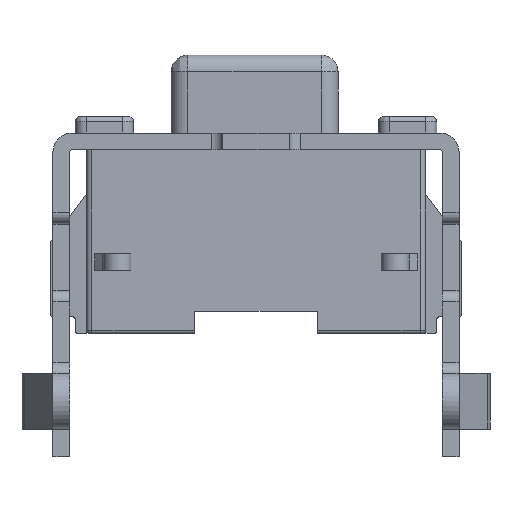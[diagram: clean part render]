
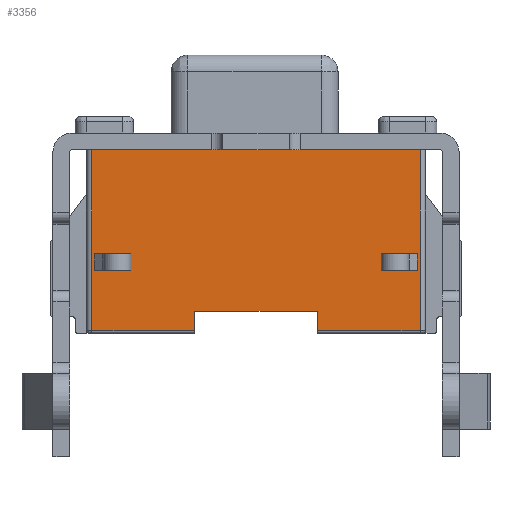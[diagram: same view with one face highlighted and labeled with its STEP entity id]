
A CAD part, front view. The second image highlights one B-rep face of the part: STEP entity #3356.
In plain terms, the highlighted planar face has unit normal (0, -1, 0).
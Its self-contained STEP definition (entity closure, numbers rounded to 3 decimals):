
#23 = CARTESIAN_POINT ( 'NONE',  ( -1.1, -1.75, -3.25 ) ) ;
#156 = ORIENTED_EDGE ( 'NONE', *, *, #11216, .T. ) ;
#204 = VERTEX_POINT ( 'NONE', #23 ) ;
#263 = LINE ( 'NONE', #616, #6939 ) ;
#296 = EDGE_CURVE ( 'NONE', #7695, #3968, #10906, .T. ) ;
#488 = VERTEX_POINT ( 'NONE', #9089 ) ;
#512 = CARTESIAN_POINT ( 'NONE',  ( 1.1, -1.75, -2.9 ) ) ;
#616 = CARTESIAN_POINT ( 'NONE',  ( -1.1, -1.75, -2.9 ) ) ;
#675 = CARTESIAN_POINT ( 'NONE',  ( 0., -1.75, -3.25 ) ) ;
#740 = DIRECTION ( 'NONE',  ( -1., 0., 0. ) ) ;
#747 = LINE ( 'NONE', #11025, #5367 ) ;
#776 = CARTESIAN_POINT ( 'NONE',  ( 0., -1.75, -1.87 ) ) ;
#969 = CARTESIAN_POINT ( 'NONE',  ( -2.9, -1.75, -1.87 ) ) ;
#1060 = ORIENTED_EDGE ( 'NONE', *, *, #7724, .F. ) ;
#1061 = LINE ( 'NONE', #10401, #5686 ) ;
#1331 = EDGE_CURVE ( 'NONE', #204, #5133, #9358, .T. ) ;
#1416 = VECTOR ( 'NONE', #10887, 1000. ) ;
#1419 = PLANE ( 'NONE',  #4203 ) ;
#1436 = CARTESIAN_POINT ( 'NONE',  ( 0., -1.75, -2.9 ) ) ;
#1859 = ORIENTED_EDGE ( 'NONE', *, *, #7770, .F. ) ;
#1956 = EDGE_CURVE ( 'NONE', #6089, #8338, #3050, .T. ) ;
#1964 = ORIENTED_EDGE ( 'NONE', *, *, #9608, .T. ) ;
#2162 = VERTEX_POINT ( 'NONE', #8443 ) ;
#2448 = CARTESIAN_POINT ( 'NONE',  ( -2.25, -1.75, -2.17 ) ) ;
#2478 = CARTESIAN_POINT ( 'NONE',  ( 2.25, -1.75, -2.17 ) ) ;
#2491 = LINE ( 'NONE', #4114, #6827 ) ;
#2498 = EDGE_CURVE ( 'NONE', #5133, #2979, #3481, .T. ) ;
#2534 = VERTEX_POINT ( 'NONE', #6151 ) ;
#2778 = VECTOR ( 'NONE', #10413, 1000. ) ;
#2784 = CARTESIAN_POINT ( 'NONE',  ( 1.1, -1.75, -3.25 ) ) ;
#2800 = CARTESIAN_POINT ( 'NONE',  ( 2.9, -1.75, -1.87 ) ) ;
#2935 = CARTESIAN_POINT ( 'NONE',  ( -2.95, -1.75, -3.25 ) ) ;
#2979 = VERTEX_POINT ( 'NONE', #9787 ) ;
#3026 = ORIENTED_EDGE ( 'NONE', *, *, #9950, .F. ) ;
#3050 = LINE ( 'NONE', #9342, #10481 ) ;
#3070 = ORIENTED_EDGE ( 'NONE', *, *, #296, .F. ) ;
#3093 = ORIENTED_EDGE ( 'NONE', *, *, #8878, .F. ) ;
#3271 = EDGE_LOOP ( 'NONE', ( #6305, #8731, #3589, #3070 ) ) ;
#3356 = ADVANCED_FACE ( 'NONE', ( #8981, #4655, #9264 ), #1419, .F. ) ;
#3481 = LINE ( 'NONE', #10385, #5504 ) ;
#3589 = ORIENTED_EDGE ( 'NONE', *, *, #5965, .F. ) ;
#3775 = ORIENTED_EDGE ( 'NONE', *, *, #1331, .F. ) ;
#3829 = CARTESIAN_POINT ( 'NONE',  ( -2.9, -1.75, 0. ) ) ;
#3833 = CARTESIAN_POINT ( 'NONE',  ( 2.25, -1.75, -2.17 ) ) ;
#3848 = EDGE_LOOP ( 'NONE', ( #1859, #9443, #4338, #3093 ) ) ;
#3958 = EDGE_LOOP ( 'NONE', ( #11250, #3775, #5935, #3026, #156, #1060, #5236, #1964 ) ) ;
#3968 = VERTEX_POINT ( 'NONE', #9424 ) ;
#4061 = EDGE_CURVE ( 'NONE', #10930, #10708, #9690, .T. ) ;
#4114 = CARTESIAN_POINT ( 'NONE',  ( 2.9, -1.75, 0. ) ) ;
#4203 = AXIS2_PLACEMENT_3D ( 'NONE', #4928, #10942, #5773 ) ;
#4295 = DIRECTION ( 'NONE',  ( 1., 0., 0. ) ) ;
#4307 = DIRECTION ( 'NONE',  ( 0., 0., -1. ) ) ;
#4311 = CARTESIAN_POINT ( 'NONE',  ( 2.95, -1.75, 0. ) ) ;
#4328 = VECTOR ( 'NONE', #8542, 1000. ) ;
#4338 = ORIENTED_EDGE ( 'NONE', *, *, #6549, .F. ) ;
#4470 = VECTOR ( 'NONE', #4957, 1000. ) ;
#4655 = FACE_BOUND ( 'NONE', #3271, .T. ) ;
#4760 = EDGE_CURVE ( 'NONE', #204, #488, #263, .T. ) ;
#4928 = CARTESIAN_POINT ( 'NONE',  ( 0., -1.75, 0. ) ) ;
#4949 = DIRECTION ( 'NONE',  ( 0., 0., 1. ) ) ;
#4957 = DIRECTION ( 'NONE',  ( 0., 0., -1. ) ) ;
#4994 = CARTESIAN_POINT ( 'NONE',  ( 0.8, -1.75, 0. ) ) ;
#5031 = LINE ( 'NONE', #7984, #9348 ) ;
#5065 = CARTESIAN_POINT ( 'NONE',  ( 2.95, -1.75, -3.25 ) ) ;
#5133 = VERTEX_POINT ( 'NONE', #2935 ) ;
#5153 = VERTEX_POINT ( 'NONE', #3833 ) ;
#5236 = ORIENTED_EDGE ( 'NONE', *, *, #1956, .F. ) ;
#5367 = VECTOR ( 'NONE', #5829, 1000. ) ;
#5437 = DIRECTION ( 'NONE',  ( 0., 0., -1. ) ) ;
#5504 = VECTOR ( 'NONE', #7823, 1000. ) ;
#5679 = VECTOR ( 'NONE', #5437, 1000. ) ;
#5686 = VECTOR ( 'NONE', #4295, 1000. ) ;
#5695 = EDGE_CURVE ( 'NONE', #2534, #7739, #1061, .T. ) ;
#5773 = DIRECTION ( 'NONE',  ( 0., 0., 1. ) ) ;
#5818 = DIRECTION ( 'NONE',  ( 0., 0., 1. ) ) ;
#5829 = DIRECTION ( 'NONE',  ( 1., 0., 0. ) ) ;
#5935 = ORIENTED_EDGE ( 'NONE', *, *, #4760, .T. ) ;
#5965 = EDGE_CURVE ( 'NONE', #3968, #10930, #10928, .T. ) ;
#6089 = VERTEX_POINT ( 'NONE', #4311 ) ;
#6151 = CARTESIAN_POINT ( 'NONE',  ( 2.25, -1.75, -1.87 ) ) ;
#6172 = VERTEX_POINT ( 'NONE', #2784 ) ;
#6225 = LINE ( 'NONE', #776, #9506 ) ;
#6305 = ORIENTED_EDGE ( 'NONE', *, *, #10973, .F. ) ;
#6549 = EDGE_CURVE ( 'NONE', #2162, #7739, #2491, .T. ) ;
#6705 = DIRECTION ( 'NONE',  ( -1., 0., 0. ) ) ;
#6818 = VECTOR ( 'NONE', #4307, 1000. ) ;
#6827 = VECTOR ( 'NONE', #4949, 1000. ) ;
#6870 = VECTOR ( 'NONE', #6705, 1000. ) ;
#6939 = VECTOR ( 'NONE', #5818, 1000. ) ;
#7139 = CARTESIAN_POINT ( 'NONE',  ( 1.1, -1.75, -2.9 ) ) ;
#7695 = VERTEX_POINT ( 'NONE', #969 ) ;
#7714 = DIRECTION ( 'NONE',  ( -1., 0., 0. ) ) ;
#7724 = EDGE_CURVE ( 'NONE', #8338, #6172, #5031, .T. ) ;
#7739 = VERTEX_POINT ( 'NONE', #2800 ) ;
#7770 = EDGE_CURVE ( 'NONE', #2534, #5153, #9061, .T. ) ;
#7823 = DIRECTION ( 'NONE',  ( 0., 0., 1. ) ) ;
#7981 = LINE ( 'NONE', #7139, #5679 ) ;
#7984 = CARTESIAN_POINT ( 'NONE',  ( 0., -1.75, -3.25 ) ) ;
#8209 = CARTESIAN_POINT ( 'NONE',  ( -2.25, -1.75, -1.87 ) ) ;
#8338 = VERTEX_POINT ( 'NONE', #5065 ) ;
#8443 = CARTESIAN_POINT ( 'NONE',  ( 2.9, -1.75, -2.17 ) ) ;
#8542 = DIRECTION ( 'NONE',  ( 1., 0., 0. ) ) ;
#8656 = VECTOR ( 'NONE', #740, 1000. ) ;
#8683 = CARTESIAN_POINT ( 'NONE',  ( -2.25, -1.75, -2.17 ) ) ;
#8731 = ORIENTED_EDGE ( 'NONE', *, *, #4061, .F. ) ;
#8843 = DIRECTION ( 'NONE',  ( -1., 0., 0. ) ) ;
#8878 = EDGE_CURVE ( 'NONE', #5153, #2162, #747, .T. ) ;
#8981 = FACE_OUTER_BOUND ( 'NONE', #3958, .T. ) ;
#9061 = LINE ( 'NONE', #10111, #4470 ) ;
#9089 = CARTESIAN_POINT ( 'NONE',  ( -1.1, -1.75, -2.9 ) ) ;
#9173 = LINE ( 'NONE', #4994, #6870 ) ;
#9264 = FACE_BOUND ( 'NONE', #3848, .T. ) ;
#9342 = CARTESIAN_POINT ( 'NONE',  ( 2.95, -1.75, 0. ) ) ;
#9348 = VECTOR ( 'NONE', #8843, 1000. ) ;
#9358 = LINE ( 'NONE', #675, #8656 ) ;
#9387 = DIRECTION ( 'NONE',  ( 0., 0., -1. ) ) ;
#9424 = CARTESIAN_POINT ( 'NONE',  ( -2.9, -1.75, -2.17 ) ) ;
#9443 = ORIENTED_EDGE ( 'NONE', *, *, #5695, .T. ) ;
#9506 = VECTOR ( 'NONE', #7714, 1000. ) ;
#9608 = EDGE_CURVE ( 'NONE', #6089, #2979, #9173, .T. ) ;
#9690 = LINE ( 'NONE', #8683, #2778 ) ;
#9787 = CARTESIAN_POINT ( 'NONE',  ( -2.95, -1.75, 0. ) ) ;
#9950 = EDGE_CURVE ( 'NONE', #10766, #488, #10615, .T. ) ;
#10111 = CARTESIAN_POINT ( 'NONE',  ( 2.25, -1.75, -2.17 ) ) ;
#10385 = CARTESIAN_POINT ( 'NONE',  ( -2.95, -1.75, 0. ) ) ;
#10401 = CARTESIAN_POINT ( 'NONE',  ( 2.25, -1.75, -1.87 ) ) ;
#10413 = DIRECTION ( 'NONE',  ( 0., 0., 1. ) ) ;
#10481 = VECTOR ( 'NONE', #9387, 1000. ) ;
#10615 = LINE ( 'NONE', #1436, #1416 ) ;
#10708 = VERTEX_POINT ( 'NONE', #8209 ) ;
#10766 = VERTEX_POINT ( 'NONE', #512 ) ;
#10887 = DIRECTION ( 'NONE',  ( -1., 0., 0. ) ) ;
#10906 = LINE ( 'NONE', #3829, #6818 ) ;
#10928 = LINE ( 'NONE', #2478, #4328 ) ;
#10930 = VERTEX_POINT ( 'NONE', #2448 ) ;
#10942 = DIRECTION ( 'NONE',  ( 0., 1., 0. ) ) ;
#10973 = EDGE_CURVE ( 'NONE', #10708, #7695, #6225, .T. ) ;
#11025 = CARTESIAN_POINT ( 'NONE',  ( 0., -1.75, -2.17 ) ) ;
#11216 = EDGE_CURVE ( 'NONE', #10766, #6172, #7981, .T. ) ;
#11250 = ORIENTED_EDGE ( 'NONE', *, *, #2498, .F. ) ;
